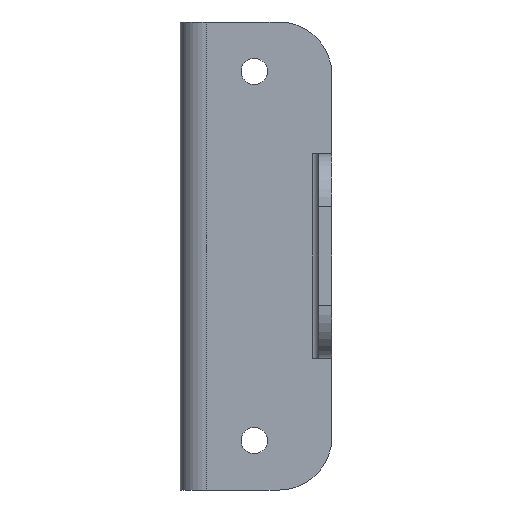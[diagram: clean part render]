
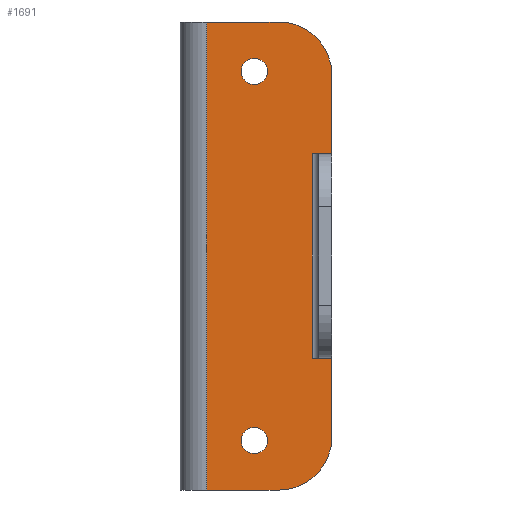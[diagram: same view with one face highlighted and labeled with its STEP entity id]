
A CAD part, left-side view. The second image highlights one B-rep face of the part: STEP entity #1691.
In plain terms, the highlighted planar face has unit normal (-1, 0, 0).
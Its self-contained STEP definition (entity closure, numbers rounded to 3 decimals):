
#631=CARTESIAN_POINT('',(174.,-265.5,896.));
#632=DIRECTION('',(1.,0.,0.));
#633=DIRECTION('',(0.,-1.,0.));
#634=AXIS2_PLACEMENT_3D('',#631,#632,#633);
#639=DIRECTION('',(0.,1.,0.));
#640=VECTOR('',#639,11.);
#641=CARTESIAN_POINT('',(174.,-265.5,888.));
#642=LINE('',#641,#640);
#646=DIRECTION('',(0.,-1.,0.));
#647=VECTOR('',#646,11.);
#648=CARTESIAN_POINT('',(174.,-254.5,959.));
#649=LINE('',#648,#647);
#653=CARTESIAN_POINT('',(174.,-265.5,951.));
#654=DIRECTION('',(1.,0.,0.));
#655=DIRECTION('',(0.,0.,1.));
#656=AXIS2_PLACEMENT_3D('',#653,#654,#655);
#661=CARTESIAN_POINT('',(174.,-261.75,951.5));
#662=DIRECTION('',(-1.,0.,0.));
#663=DIRECTION('',(0.,-1.,0.));
#664=AXIS2_PLACEMENT_3D('',#661,#662,#663);
#669=CARTESIAN_POINT('',(174.,-261.75,951.5));
#670=DIRECTION('',(-1.,0.,0.));
#671=DIRECTION('',(0.,1.,0.));
#672=AXIS2_PLACEMENT_3D('',#669,#670,#671);
#677=CARTESIAN_POINT('',(174.,-261.75,895.5));
#678=DIRECTION('',(-1.,0.,0.));
#679=DIRECTION('',(0.,-1.,0.));
#680=AXIS2_PLACEMENT_3D('',#677,#678,#679);
#685=CARTESIAN_POINT('',(174.,-261.75,895.5));
#686=DIRECTION('',(-1.,0.,0.));
#687=DIRECTION('',(0.,1.,0.));
#688=AXIS2_PLACEMENT_3D('',#685,#686,#687);
#700=DIRECTION('',(0.,0.,1.));
#701=VECTOR('',#700,31.);
#702=CARTESIAN_POINT('',(174.,-270.5,908.));
#703=LINE('',#702,#701);
#754=DIRECTION('',(0.,-1.,0.));
#755=VECTOR('',#754,3.);
#756=CARTESIAN_POINT('',(174.,-270.5,939.));
#757=LINE('',#756,#755);
#761=DIRECTION('',(0.,0.,1.));
#762=VECTOR('',#761,12.);
#763=CARTESIAN_POINT('',(174.,-273.5,896.));
#764=LINE('',#763,#762);
#805=DIRECTION('',(0.,0.,1.));
#806=VECTOR('',#805,12.);
#807=CARTESIAN_POINT('',(174.,-273.5,939.));
#808=LINE('',#807,#806);
#842=DIRECTION('',(0.,1.,0.));
#843=VECTOR('',#842,3.);
#844=CARTESIAN_POINT('',(174.,-273.5,908.));
#845=LINE('',#844,#843);
#913=DIRECTION('',(0.,0.,-1.));
#914=VECTOR('',#913,71.);
#915=CARTESIAN_POINT('',(174.,-254.5,959.));
#916=LINE('',#915,#914);
#1109=CARTESIAN_POINT('',(174.,-254.5,888.));
#1110=VERTEX_POINT('',#1109);
#1111=CARTESIAN_POINT('',(174.,-265.5,888.));
#1112=VERTEX_POINT('',#1111);
#1159=CARTESIAN_POINT('',(174.,-265.5,959.));
#1160=VERTEX_POINT('',#1159);
#1161=CARTESIAN_POINT('',(174.,-254.5,959.));
#1162=VERTEX_POINT('',#1161);
#1185=CARTESIAN_POINT('',(174.,-273.5,896.));
#1186=VERTEX_POINT('',#1185);
#1187=CARTESIAN_POINT('',(174.,-270.5,908.));
#1188=CARTESIAN_POINT('',(174.,-270.5,939.));
#1189=VERTEX_POINT('',#1187);
#1190=VERTEX_POINT('',#1188);
#1191=CARTESIAN_POINT('',(174.,-273.5,908.));
#1192=VERTEX_POINT('',#1191);
#1193=CARTESIAN_POINT('',(174.,-273.5,951.));
#1194=VERTEX_POINT('',#1193);
#1195=CARTESIAN_POINT('',(174.,-273.5,939.));
#1196=VERTEX_POINT('',#1195);
#1197=CARTESIAN_POINT('',(174.,-263.75,951.5));
#1198=CARTESIAN_POINT('',(174.,-259.75,951.5));
#1199=VERTEX_POINT('',#1197);
#1200=VERTEX_POINT('',#1198);
#1201=CARTESIAN_POINT('',(174.,-263.75,895.5));
#1202=CARTESIAN_POINT('',(174.,-259.75,895.5));
#1203=VERTEX_POINT('',#1201);
#1204=VERTEX_POINT('',#1202);
#1655=CARTESIAN_POINT('',(174.,-273.5,888.));
#1656=DIRECTION('',(-1.,0.,0.));
#1657=DIRECTION('',(0.,0.,1.));
#1658=AXIS2_PLACEMENT_3D('',#1655,#1656,#1657);
#1659=PLANE('',#1658);
#1661=ORIENTED_EDGE('',*,*,#1660,.F.);
#1663=ORIENTED_EDGE('',*,*,#1662,.F.);
#1665=ORIENTED_EDGE('',*,*,#1664,.F.);
#1666=ORIENTED_EDGE('',*,*,#1648,.T.);
#1667=ORIENTED_EDGE('',*,*,#1346,.T.);
#1669=ORIENTED_EDGE('',*,*,#1668,.F.);
#1670=ORIENTED_EDGE('',*,*,#1565,.T.);
#1672=ORIENTED_EDGE('',*,*,#1671,.T.);
#1674=ORIENTED_EDGE('',*,*,#1673,.F.);
#1676=ORIENTED_EDGE('',*,*,#1675,.F.);
#1677=EDGE_LOOP('',(#1661,#1663,#1665,#1666,#1667,#1669,#1670,#1672,#1674,
#1676));
#1678=FACE_OUTER_BOUND('',#1677,.F.);
#1680=ORIENTED_EDGE('',*,*,#1679,.T.);
#1682=ORIENTED_EDGE('',*,*,#1681,.T.);
#1683=EDGE_LOOP('',(#1680,#1682));
#1684=FACE_BOUND('',#1683,.F.);
#1686=ORIENTED_EDGE('',*,*,#1685,.T.);
#1688=ORIENTED_EDGE('',*,*,#1687,.T.);
#1689=EDGE_LOOP('',(#1686,#1688));
#1690=FACE_BOUND('',#1689,.F.);
#635=CIRCLE('',#634,8.);
#657=CIRCLE('',#656,8.);
#665=CIRCLE('',#664,2.);
#673=CIRCLE('',#672,2.);
#681=CIRCLE('',#680,2.);
#689=CIRCLE('',#688,2.);
#1346=EDGE_CURVE('',#1112,#1110,#642,.T.);
#1565=EDGE_CURVE('',#1162,#1160,#649,.T.);
#1648=EDGE_CURVE('',#1186,#1112,#635,.T.);
#1660=EDGE_CURVE('',#1189,#1190,#703,.T.);
#1662=EDGE_CURVE('',#1192,#1189,#845,.T.);
#1664=EDGE_CURVE('',#1186,#1192,#764,.T.);
#1668=EDGE_CURVE('',#1162,#1110,#916,.T.);
#1671=EDGE_CURVE('',#1160,#1194,#657,.T.);
#1673=EDGE_CURVE('',#1196,#1194,#808,.T.);
#1675=EDGE_CURVE('',#1190,#1196,#757,.T.);
#1679=EDGE_CURVE('',#1199,#1200,#665,.T.);
#1681=EDGE_CURVE('',#1200,#1199,#673,.T.);
#1685=EDGE_CURVE('',#1203,#1204,#681,.T.);
#1687=EDGE_CURVE('',#1204,#1203,#689,.T.);
#1691=ADVANCED_FACE('',(#1678,#1684,#1690),#1659,.T.);
